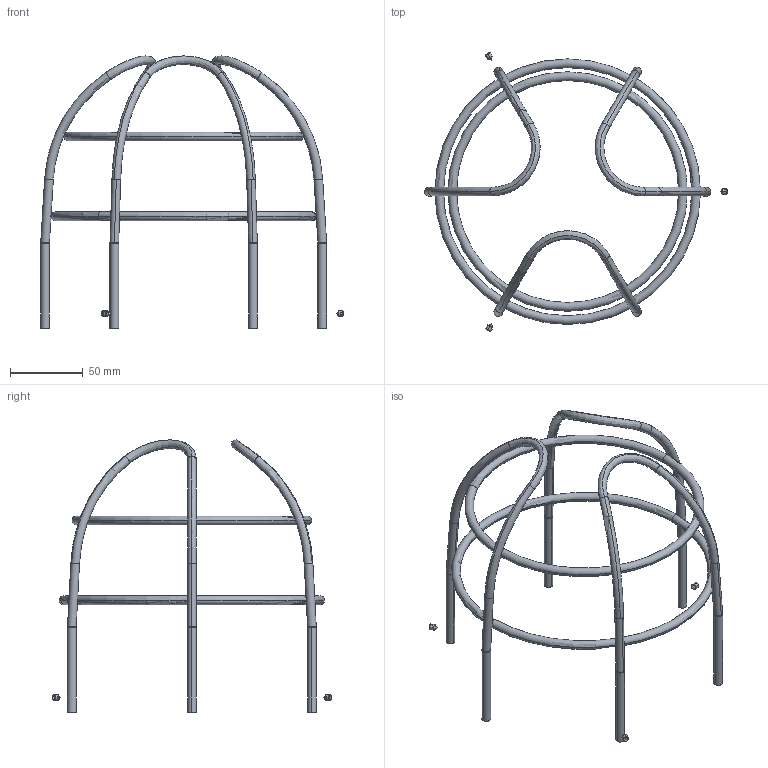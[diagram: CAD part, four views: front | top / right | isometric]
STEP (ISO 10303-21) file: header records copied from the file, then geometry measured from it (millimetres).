
FILE_DESCRIPTION (( 'STEP AP203' ), '1' );
FILE_NAME ('6162-Schutzkorb_und_Zubehoer-120917.STEP', '2015-07-16T12:23:30', ( '' ), ( '' ), 'SwSTEP 2.0', 'SolidWorks 2015', '' );
FILE_SCHEMA (( 'CONFIG_CONTROL_DESIGN' ));
Length unit declared in the file: millimetre
Products named in the file (3): 503_668_0; 6162-Schutzkorb_und_Zubehoer-120917; 60_509_01_14_0
Assembly tree (4 placements, depth 2):
  6162-Schutzkorb_und_Zubehoer-120917
    503_668_0  x3
    60_509_01_14_0
Bounding box: 208.5 x 192.14 x 187.49 mm (x, y, z)
Volume: 67489.3 mm3; surface area: 45297.8 mm2
Topology: 4 solids, 4 shells, 113 faces, 298 edges, 184 vertices
Faces by surface type: plane 33, torus 32, cylinder 30, cone 12, bspline 6
Entity records: 3949 total; most frequent: CARTESIAN_POINT 1370, DIRECTION 518, ORIENTED_EDGE 468, EDGE_CURVE 234, AXIS2_PLACEMENT_3D 234, CIRCLE 150, VERTEX_POINT 144, EDGE_LOOP 92
